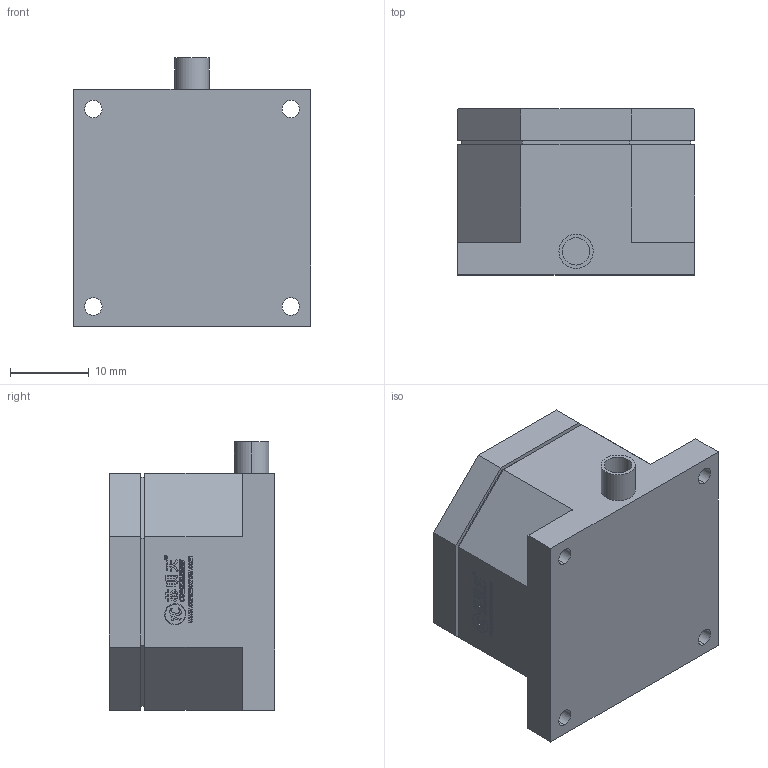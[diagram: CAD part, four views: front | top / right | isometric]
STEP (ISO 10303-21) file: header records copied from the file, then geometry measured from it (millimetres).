
FILE_DESCRIPTION (( 'STEP AP203' ), '1' );
FILE_NAME ('P63.X7-B1俋倛芞.STEP', '2019-11-28T07:53:53', ( '' ), ( '' ), 'SwSTEP 2.0', 'SolidWorks 2016', '' );
FILE_SCHEMA (( 'CONFIG_CONTROL_DESIGN' ));
Length unit declared in the file: millimetre
Products named in the file (1): P63.X7-B1俋倛芞
Bounding box: 30.02 x 21 x 34 mm (x, y, z)
Volume: 16591.6 mm3; surface area: 4456.5 mm2
Topology: 1 solids, 1 shells, 717 faces, 1937 edges, 1278 vertices
Faces by surface type: plane 387, bspline 282, cylinder 32, cone 16
Entity records: 28900 total; most frequent: CARTESIAN_POINT 12743, ORIENTED_EDGE 3842, DIRECTION 2293, EDGE_CURVE 1921, VECTOR 1293, LINE 1293, VERTEX_POINT 1278, EDGE_LOOP 797
